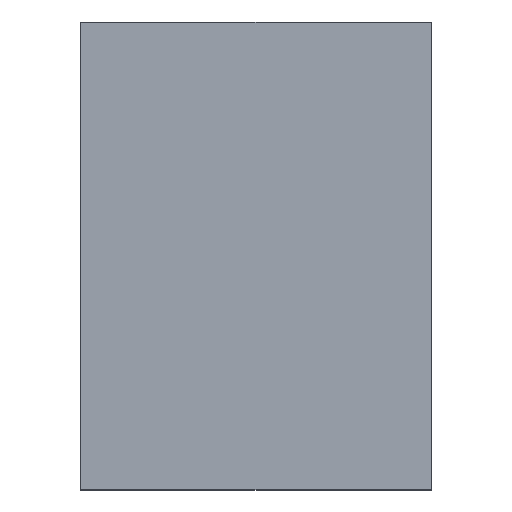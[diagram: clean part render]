
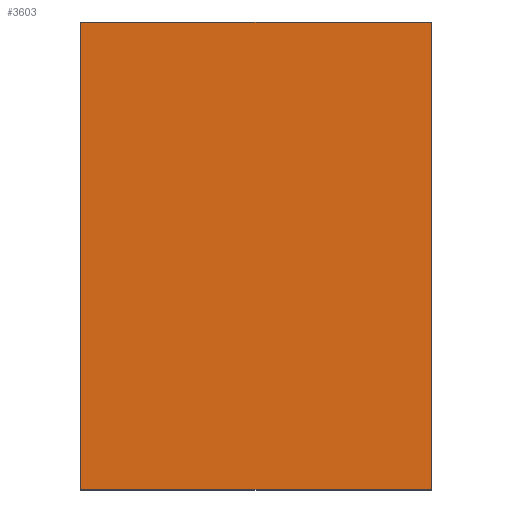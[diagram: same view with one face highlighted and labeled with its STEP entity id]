
A CAD part, top view. The second image highlights one B-rep face of the part: STEP entity #3603.
In plain terms, the highlighted planar face has unit normal (0, 0, 1).
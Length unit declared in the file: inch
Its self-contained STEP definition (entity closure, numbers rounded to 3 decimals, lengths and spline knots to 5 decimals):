
#54 = EDGE_CURVE ( 'NONE', #689, #1514, #828, .T. ) ;
#82 = LINE ( 'NONE', #1456, #2642 ) ;
#123 = CARTESIAN_POINT ( 'NONE',  ( 0., 0.83465, 0. ) ) ;
#370 = CARTESIAN_POINT ( 'NONE',  ( 0.62598, 0.83465, 0. ) ) ;
#424 = DIRECTION ( 'NONE',  ( 1., 0., 0. ) ) ;
#452 = DIRECTION ( 'NONE',  ( -1., 0., 0. ) ) ;
#600 = EDGE_LOOP ( 'NONE', ( #1700, #3426, #3775, #1970 ) ) ;
#689 = VERTEX_POINT ( 'NONE', #890 ) ;
#797 = VERTEX_POINT ( 'NONE', #3926 ) ;
#828 = LINE ( 'NONE', #2429, #2519 ) ;
#890 = CARTESIAN_POINT ( 'NONE',  ( 0., 0.83465, 0. ) ) ;
#1456 = CARTESIAN_POINT ( 'NONE',  ( 0., 0.83465, 0. ) ) ;
#1514 = VERTEX_POINT ( 'NONE', #370 ) ;
#1700 = ORIENTED_EDGE ( 'NONE', *, *, #3816, .T. ) ;
#1728 = EDGE_CURVE ( 'NONE', #689, #2606, #82, .T. ) ;
#1743 = AXIS2_PLACEMENT_3D ( 'NONE', #123, #2468, #452 ) ;
#1896 = CARTESIAN_POINT ( 'NONE',  ( 0.62598, 0.83465, 0. ) ) ;
#1934 = EDGE_CURVE ( 'NONE', #1514, #797, #2036, .T. ) ;
#1970 = ORIENTED_EDGE ( 'NONE', *, *, #1728, .T. ) ;
#2036 = LINE ( 'NONE', #1896, #3352 ) ;
#2114 = PLANE ( 'NONE',  #1743 ) ;
#2393 = CARTESIAN_POINT ( 'NONE',  ( 0., 0., 0. ) ) ;
#2429 = CARTESIAN_POINT ( 'NONE',  ( 0., 0.83465, 0. ) ) ;
#2468 = DIRECTION ( 'NONE',  ( 0., 0., -1. ) ) ;
#2519 = VECTOR ( 'NONE', #424, 39.37008 ) ;
#2606 = VERTEX_POINT ( 'NONE', #3223 ) ;
#2642 = VECTOR ( 'NONE', #3470, 39.37008 ) ;
#2980 = FACE_OUTER_BOUND ( 'NONE', #600, .T. ) ;
#3223 = CARTESIAN_POINT ( 'NONE',  ( 0., 0., 0. ) ) ;
#3352 = VECTOR ( 'NONE', #4234, 39.37008 ) ;
#3384 = LINE ( 'NONE', #2393, #4169 ) ;
#3426 = ORIENTED_EDGE ( 'NONE', *, *, #1934, .F. ) ;
#3470 = DIRECTION ( 'NONE',  ( 0., -1., 0. ) ) ;
#3603 = ADVANCED_FACE ( 'NONE', ( #2980 ), #2114, .F. ) ;
#3750 = DIRECTION ( 'NONE',  ( 1., 0., 0. ) ) ;
#3775 = ORIENTED_EDGE ( 'NONE', *, *, #54, .F. ) ;
#3816 = EDGE_CURVE ( 'NONE', #2606, #797, #3384, .T. ) ;
#3926 = CARTESIAN_POINT ( 'NONE',  ( 0.62598, 0., 0. ) ) ;
#4169 = VECTOR ( 'NONE', #3750, 39.37008 ) ;
#4234 = DIRECTION ( 'NONE',  ( 0., -1., 0. ) ) ;
